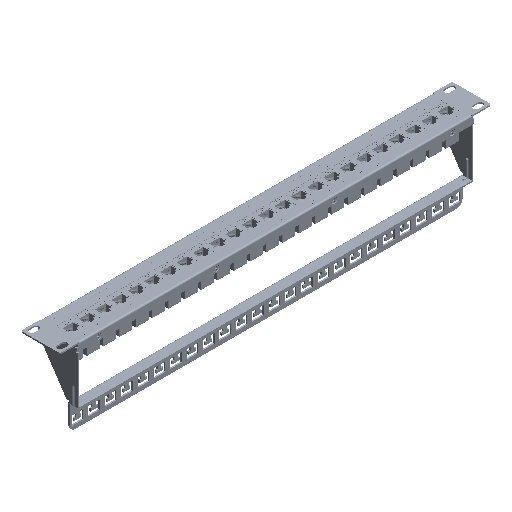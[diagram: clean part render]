
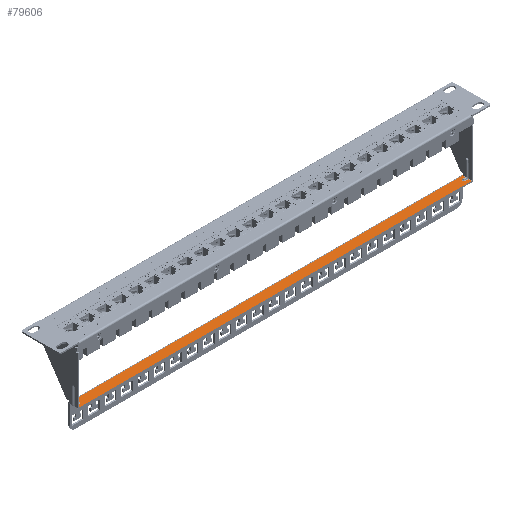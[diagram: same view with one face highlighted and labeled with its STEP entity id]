
A CAD part, isometric view. The second image highlights one B-rep face of the part: STEP entity #79606.
In plain terms, the highlighted face is planar.
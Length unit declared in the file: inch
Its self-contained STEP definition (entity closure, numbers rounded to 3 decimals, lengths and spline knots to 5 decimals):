
#1293 = ORIENTED_EDGE ( 'NONE', *, *, #6048, .F. ) ;
#2721 = ORIENTED_EDGE ( 'NONE', *, *, #112391, .F. ) ;
#3695 = ORIENTED_EDGE ( 'NONE', *, *, #12043, .F. ) ;
#4447 = LINE ( 'NONE', #107240, #26131 ) ;
#5237 = AXIS2_PLACEMENT_3D ( 'NONE', #24811, #64181, #15328 ) ;
#6048 = EDGE_CURVE ( 'NONE', #34477, #57971, #90387, .T. ) ;
#7077 = VECTOR ( 'NONE', #44371, 39.37008 ) ;
#7513 = ORIENTED_EDGE ( 'NONE', *, *, #54569, .T. ) ;
#7637 = CARTESIAN_POINT ( 'NONE',  ( -8.64, -0.3404, 0. ) ) ;
#7952 = CARTESIAN_POINT ( 'NONE',  ( 8.4905, -0.2654, 0. ) ) ;
#8235 = VERTEX_POINT ( 'NONE', #57744 ) ;
#8691 = CARTESIAN_POINT ( 'NONE',  ( -8.4625, -0.3404, 0. ) ) ;
#9600 = CARTESIAN_POINT ( 'NONE',  ( 8.4345, -0.2844, 0. ) ) ;
#12043 = EDGE_CURVE ( 'NONE', #57332, #105153, #108935, .T. ) ;
#12068 = VECTOR ( 'NONE', #43960, 39.37008 ) ;
#12542 = VERTEX_POINT ( 'NONE', #13922 ) ;
#13893 = CARTESIAN_POINT ( 'NONE',  ( 8.4905, -0.3404, 0. ) ) ;
#13922 = CARTESIAN_POINT ( 'NONE',  ( 8.64, -0.48, 0. ) ) ;
#14449 = FACE_OUTER_BOUND ( 'NONE', #107799, .T. ) ;
#14502 = CARTESIAN_POINT ( 'NONE',  ( -8.64, -0.0698, 0. ) ) ;
#15328 = DIRECTION ( 'NONE',  ( 1., 0., 0. ) ) ;
#18284 = AXIS2_PLACEMENT_3D ( 'NONE', #30123, #69524, #60846 ) ;
#19148 = DIRECTION ( 'NONE',  ( 0., 0., -1. ) ) ;
#21010 = EDGE_CURVE ( 'NONE', #80480, #23870, #82041, .T. ) ;
#21701 = EDGE_CURVE ( 'NONE', #90715, #45725, #38260, .T. ) ;
#22580 = CARTESIAN_POINT ( 'NONE',  ( -8.64, -0.0698, 0. ) ) ;
#23309 = VECTOR ( 'NONE', #79621, 39.37008 ) ;
#23870 = VERTEX_POINT ( 'NONE', #94444 ) ;
#24437 = VECTOR ( 'NONE', #49873, 39.37008 ) ;
#24811 = CARTESIAN_POINT ( 'NONE',  ( -8.4905, -0.2654, 0. ) ) ;
#26131 = VECTOR ( 'NONE', #76248, 39.37008 ) ;
#27083 = ORIENTED_EDGE ( 'NONE', *, *, #72687, .T. ) ;
#27550 = LINE ( 'NONE', #39059, #24437 ) ;
#28254 = LINE ( 'NONE', #115955, #60771 ) ;
#30123 = CARTESIAN_POINT ( 'NONE',  ( 8.65, -0.48, 0. ) ) ;
#31664 = ORIENTED_EDGE ( 'NONE', *, *, #67355, .F. ) ;
#32549 = VECTOR ( 'NONE', #35856, 39.37008 ) ;
#32686 = CARTESIAN_POINT ( 'NONE',  ( 8.64, -0.2094, 0. ) ) ;
#33850 = DIRECTION ( 'NONE',  ( 0., -1., 0. ) ) ;
#34477 = VERTEX_POINT ( 'NONE', #13893 ) ;
#35462 = ORIENTED_EDGE ( 'NONE', *, *, #52226, .T. ) ;
#35679 = VERTEX_POINT ( 'NONE', #32686 ) ;
#35856 = DIRECTION ( 'NONE',  ( 0., -1., 0. ) ) ;
#36716 = ORIENTED_EDGE ( 'NONE', *, *, #47529, .T. ) ;
#38260 = LINE ( 'NONE', #93247, #12068 ) ;
#38811 = DIRECTION ( 'NONE',  ( 0., 0., -1. ) ) ;
#39059 = CARTESIAN_POINT ( 'NONE',  ( 8.4345, -0.3124, 0. ) ) ;
#39703 = CARTESIAN_POINT ( 'NONE',  ( 8.4905, -0.2844, 0. ) ) ;
#40260 = DIRECTION ( 'NONE',  ( 0., 0., -1. ) ) ;
#43960 = DIRECTION ( 'NONE',  ( -1., 0., 0. ) ) ;
#44371 = DIRECTION ( 'NONE',  ( 1., 0., 0. ) ) ;
#45384 = ORIENTED_EDGE ( 'NONE', *, *, #54388, .F. ) ;
#45725 = VERTEX_POINT ( 'NONE', #22580 ) ;
#47239 = AXIS2_PLACEMENT_3D ( 'NONE', #7952, #19148, #87843 ) ;
#47529 = EDGE_CURVE ( 'NONE', #57332, #85053, #55508, .T. ) ;
#47748 = VECTOR ( 'NONE', #126185, 39.37008 ) ;
#48807 = DIRECTION ( 'NONE',  ( 1., 0., 0. ) ) ;
#49208 = ORIENTED_EDGE ( 'NONE', *, *, #76073, .F. ) ;
#49780 = DIRECTION ( 'NONE',  ( 1., 0., 0. ) ) ;
#49873 = DIRECTION ( 'NONE',  ( 0., -1., 0. ) ) ;
#50272 = VERTEX_POINT ( 'NONE', #96399 ) ;
#51321 = VECTOR ( 'NONE', #57562, 39.37008 ) ;
#52226 = EDGE_CURVE ( 'NONE', #80480, #54255, #28254, .T. ) ;
#52600 = DIRECTION ( 'NONE',  ( 0., 1., 0. ) ) ;
#54255 = VERTEX_POINT ( 'NONE', #82726 ) ;
#54388 = EDGE_CURVE ( 'NONE', #45725, #54255, #92866, .T. ) ;
#54569 = EDGE_CURVE ( 'NONE', #12542, #105153, #105220, .T. ) ;
#55058 = ORIENTED_EDGE ( 'NONE', *, *, #98376, .T. ) ;
#55508 = LINE ( 'NONE', #8691, #47748 ) ;
#56347 = DIRECTION ( 'NONE',  ( -1., 0., 0. ) ) ;
#56815 = ORIENTED_EDGE ( 'NONE', *, *, #62753, .T. ) ;
#57332 = VERTEX_POINT ( 'NONE', #7637 ) ;
#57498 = CARTESIAN_POINT ( 'NONE',  ( -8.4905, -0.3404, 0. ) ) ;
#57562 = DIRECTION ( 'NONE',  ( 0., 1., 0. ) ) ;
#57744 = CARTESIAN_POINT ( 'NONE',  ( 8.4905, -0.2094, 0. ) ) ;
#57971 = VERTEX_POINT ( 'NONE', #9600 ) ;
#60771 = VECTOR ( 'NONE', #56347, 39.37008 ) ;
#60846 = DIRECTION ( 'NONE',  ( 1., 0., 0. ) ) ;
#61301 = CARTESIAN_POINT ( 'NONE',  ( -8.4345, -0.48, 0. ) ) ;
#61503 = LINE ( 'NONE', #61301, #83270 ) ;
#62283 = ORIENTED_EDGE ( 'NONE', *, *, #21010, .F. ) ;
#62753 = EDGE_CURVE ( 'NONE', #50272, #23870, #61503, .T. ) ;
#64181 = DIRECTION ( 'NONE',  ( 0., 0., -1. ) ) ;
#64312 = VECTOR ( 'NONE', #95602, 39.37008 ) ;
#67355 = EDGE_CURVE ( 'NONE', #12542, #110501, #83911, .T. ) ;
#69524 = DIRECTION ( 'NONE',  ( 0., 0., 1. ) ) ;
#70179 = CARTESIAN_POINT ( 'NONE',  ( -8.4905, -0.2844, 0. ) ) ;
#72687 = EDGE_CURVE ( 'NONE', #121265, #57971, #27550, .T. ) ;
#74421 = CARTESIAN_POINT ( 'NONE',  ( -8.4905, -0.2094, 0. ) ) ;
#76073 = EDGE_CURVE ( 'NONE', #35679, #90715, #126163, .T. ) ;
#76248 = DIRECTION ( 'NONE',  ( -1., 0., 0. ) ) ;
#79574 = CARTESIAN_POINT ( 'NONE',  ( 8.4345, -0.2654, 0. ) ) ;
#79606 = ADVANCED_FACE ( 'NONE', ( #14449 ), #98031, .F. ) ;
#79621 = DIRECTION ( 'NONE',  ( -1., 0., 0. ) ) ;
#79756 = LINE ( 'NONE', #93675, #7077 ) ;
#80480 = VERTEX_POINT ( 'NONE', #74421 ) ;
#82041 = CIRCLE ( 'NONE', #5237, 0.056 ) ;
#82726 = CARTESIAN_POINT ( 'NONE',  ( -8.64, -0.2094, 0. ) ) ;
#82782 = VECTOR ( 'NONE', #33850, 39.37008 ) ;
#83270 = VECTOR ( 'NONE', #52600, 39.37008 ) ;
#83911 = LINE ( 'NONE', #127095, #51321 ) ;
#84651 = AXIS2_PLACEMENT_3D ( 'NONE', #70179, #40260, #49780 ) ;
#85053 = VERTEX_POINT ( 'NONE', #57498 ) ;
#87843 = DIRECTION ( 'NONE',  ( 1., 0., 0. ) ) ;
#88704 = ORIENTED_EDGE ( 'NONE', *, *, #107762, .T. ) ;
#89875 = CARTESIAN_POINT ( 'NONE',  ( 8.65, -0.48, 0. ) ) ;
#90387 = CIRCLE ( 'NONE', #99110, 0.056 ) ;
#90715 = VERTEX_POINT ( 'NONE', #122192 ) ;
#92400 = CARTESIAN_POINT ( 'NONE',  ( -8.64, -0.48, 0. ) ) ;
#92412 = EDGE_CURVE ( 'NONE', #50272, #85053, #128120, .T. ) ;
#92866 = LINE ( 'NONE', #104583, #32549 ) ;
#93247 = CARTESIAN_POINT ( 'NONE',  ( 8.65, -0.0698, 0. ) ) ;
#93675 = CARTESIAN_POINT ( 'NONE',  ( 8.65, -0.3404, 0. ) ) ;
#94444 = CARTESIAN_POINT ( 'NONE',  ( -8.4345, -0.2654, 0. ) ) ;
#95602 = DIRECTION ( 'NONE',  ( 0., 1., 0. ) ) ;
#96184 = ORIENTED_EDGE ( 'NONE', *, *, #92412, .F. ) ;
#96399 = CARTESIAN_POINT ( 'NONE',  ( -8.4345, -0.2844, 0. ) ) ;
#98031 = PLANE ( 'NONE',  #18284 ) ;
#98376 = EDGE_CURVE ( 'NONE', #34477, #110501, #79756, .T. ) ;
#99110 = AXIS2_PLACEMENT_3D ( 'NONE', #39703, #38811, #48807 ) ;
#104583 = CARTESIAN_POINT ( 'NONE',  ( -8.64, -0.0698, 0. ) ) ;
#105153 = VERTEX_POINT ( 'NONE', #92400 ) ;
#105220 = LINE ( 'NONE', #89875, #23309 ) ;
#107240 = CARTESIAN_POINT ( 'NONE',  ( 8.65, -0.2094, 0. ) ) ;
#107762 = EDGE_CURVE ( 'NONE', #35679, #8235, #4447, .T. ) ;
#107799 = EDGE_LOOP ( 'NONE', ( #62283, #35462, #45384, #109086, #49208, #88704, #2721, #27083, #1293, #55058, #31664, #7513, #3695, #36716, #96184, #56815 ) ) ;
#108935 = LINE ( 'NONE', #14502, #82782 ) ;
#109086 = ORIENTED_EDGE ( 'NONE', *, *, #21701, .F. ) ;
#110501 = VERTEX_POINT ( 'NONE', #125877 ) ;
#112391 = EDGE_CURVE ( 'NONE', #121265, #8235, #125640, .T. ) ;
#115056 = CARTESIAN_POINT ( 'NONE',  ( 8.64, -0.48, 0. ) ) ;
#115955 = CARTESIAN_POINT ( 'NONE',  ( -8.64, -0.2094, 0. ) ) ;
#121265 = VERTEX_POINT ( 'NONE', #79574 ) ;
#122192 = CARTESIAN_POINT ( 'NONE',  ( 8.64, -0.0698, 0. ) ) ;
#125640 = CIRCLE ( 'NONE', #47239, 0.056 ) ;
#125877 = CARTESIAN_POINT ( 'NONE',  ( 8.64, -0.3404, 0. ) ) ;
#126163 = LINE ( 'NONE', #115056, #64312 ) ;
#126185 = DIRECTION ( 'NONE',  ( 1., 0., 0. ) ) ;
#127095 = CARTESIAN_POINT ( 'NONE',  ( 8.64, -0.48, 0. ) ) ;
#128120 = CIRCLE ( 'NONE', #84651, 0.056 ) ;
